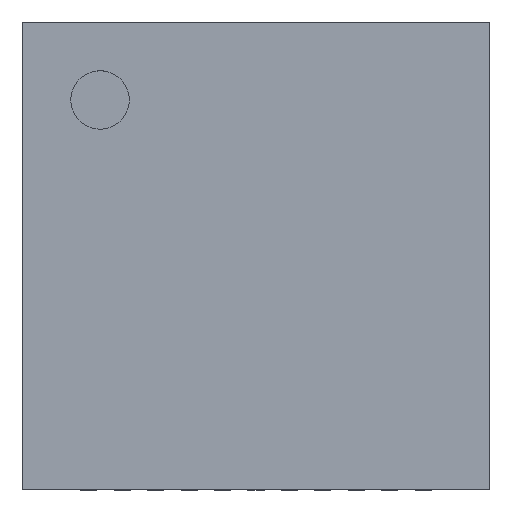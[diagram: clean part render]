
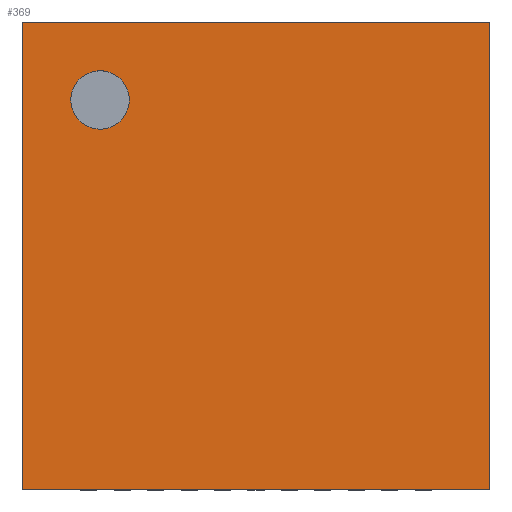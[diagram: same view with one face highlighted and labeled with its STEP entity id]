
A CAD part, top view. The second image highlights one B-rep face of the part: STEP entity #369.
In plain terms, the highlighted planar face has unit normal (0, 0, 1).
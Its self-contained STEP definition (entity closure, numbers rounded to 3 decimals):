
#305 = VERTEX_POINT('',#306);
#306 = CARTESIAN_POINT('',(0.,0.,0.9));
#321 = VERTEX_POINT('',#322);
#322 = CARTESIAN_POINT('',(0.,7.,0.9));
#328 = EDGE_CURVE('',#305,#321,#329,.T.);
#329 = LINE('',#330,#331);
#330 = CARTESIAN_POINT('',(0.,0.,0.9));
#331 = VECTOR('',#332,1.);
#332 = DIRECTION('',(0.,1.,0.));
#351 = EDGE_CURVE('',#305,#352,#354,.T.);
#352 = VERTEX_POINT('',#353);
#353 = CARTESIAN_POINT('',(7.,0.,0.9));
#354 = LINE('',#355,#356);
#355 = CARTESIAN_POINT('',(0.,0.,0.9));
#356 = VECTOR('',#357,1.);
#357 = DIRECTION('',(1.,0.,0.));
#369 = ADVANCED_FACE('',(#370,#388),#399,.T.);
#370 = FACE_BOUND('',#371,.T.);
#371 = EDGE_LOOP('',(#372,#373,#374,#382));
#372 = ORIENTED_EDGE('',*,*,#328,.F.);
#373 = ORIENTED_EDGE('',*,*,#351,.T.);
#374 = ORIENTED_EDGE('',*,*,#375,.T.);
#375 = EDGE_CURVE('',#352,#376,#378,.T.);
#376 = VERTEX_POINT('',#377);
#377 = CARTESIAN_POINT('',(7.,7.,0.9));
#378 = LINE('',#379,#380);
#379 = CARTESIAN_POINT('',(7.,0.,0.9));
#380 = VECTOR('',#381,1.);
#381 = DIRECTION('',(0.,1.,0.));
#382 = ORIENTED_EDGE('',*,*,#383,.F.);
#383 = EDGE_CURVE('',#321,#376,#384,.T.);
#384 = LINE('',#385,#386);
#385 = CARTESIAN_POINT('',(0.,7.,0.9));
#386 = VECTOR('',#387,1.);
#387 = DIRECTION('',(1.,0.,0.));
#388 = FACE_BOUND('',#389,.T.);
#389 = EDGE_LOOP('',(#390));
#390 = ORIENTED_EDGE('',*,*,#391,.F.);
#391 = EDGE_CURVE('',#392,#392,#394,.T.);
#392 = VERTEX_POINT('',#393);
#393 = CARTESIAN_POINT('',(1.604,5.833,0.9));
#394 = CIRCLE('',#395,0.438);
#395 = AXIS2_PLACEMENT_3D('',#396,#397,#398);
#396 = CARTESIAN_POINT('',(1.167,5.833,0.9));
#397 = DIRECTION('',(0.,0.,1.));
#398 = DIRECTION('',(1.,0.,0.));
#399 = PLANE('',#400);
#400 = AXIS2_PLACEMENT_3D('',#401,#402,#403);
#401 = CARTESIAN_POINT('',(0.,0.,0.9));
#402 = DIRECTION('',(0.,0.,1.));
#403 = DIRECTION('',(1.,0.,0.));
